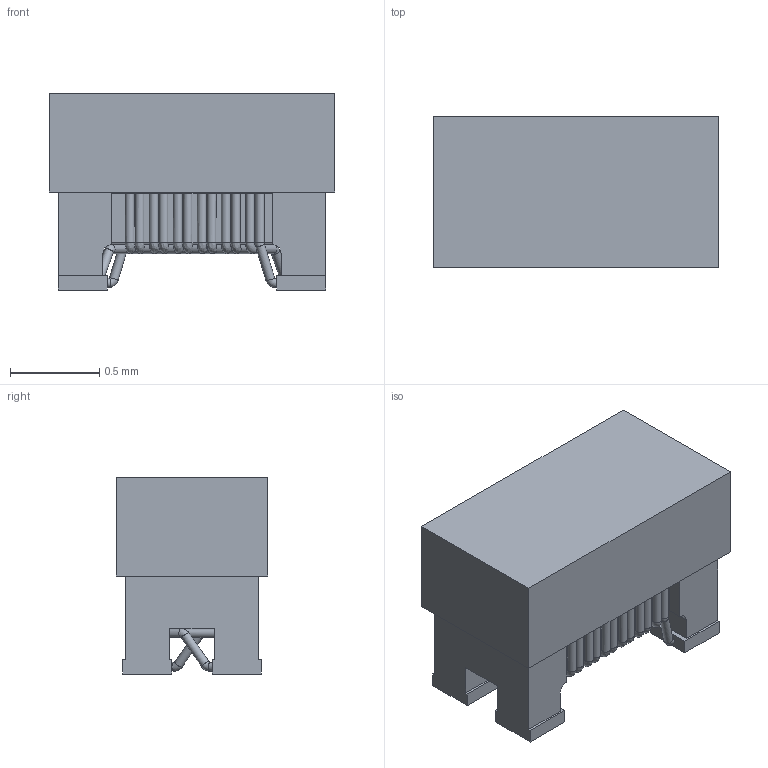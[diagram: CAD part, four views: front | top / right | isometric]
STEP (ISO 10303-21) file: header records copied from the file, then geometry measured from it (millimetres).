
FILE_DESCRIPTION(/* description */ ('Unknown'),/* implementation_level */ '2;1');
FILE_NAME(/* name */ 'L_Wurth_WE-CNSW-0603',/* time_stamp */ '2024-10-10T09:44:32+08:00',/* author */ ('Unknown'),/* organization */ ('Unknown'),/* preprocessor_version */ 'ST-DEVELOPER v16.7',/* originating_system */ 'Solid Edge',/* authorisation */ 'Unknown');
FILE_SCHEMA (('AUTOMOTIVE_DESIGN {1 0 10303 214 3 1 1}'));
Length unit declared in the file: millimetre
Products named in the file (2): L_Wurth_WE-CNSW-0603
Assembly tree (1 placements, depth 2):
  L_Wurth_WE-CNSW-0603
    L_Wurth_WE-CNSW-0603
Bounding box: 1.6 x 0.85 x 1.1 mm (x, y, z)
Volume: 1.1 mm3; surface area: 10.4 mm2
Topology: 1 solids, 1 shells, 153 faces, 394 edges, 244 vertices
Faces by surface type: cylinder 52, plane 47, bspline 44, torus 10
Full cylindrical faces by diameter (mm): 0.05 x44
Entity records: 6152 total; most frequent: CARTESIAN_POINT 2127, ORIENTED_EDGE 528, DIRECTION 510, EDGE_LOOP 276, FACE_BOUND 276, EDGE_CURVE 264, VERTEX_POINT 208, AXIS2_PLACEMENT_3D 187
